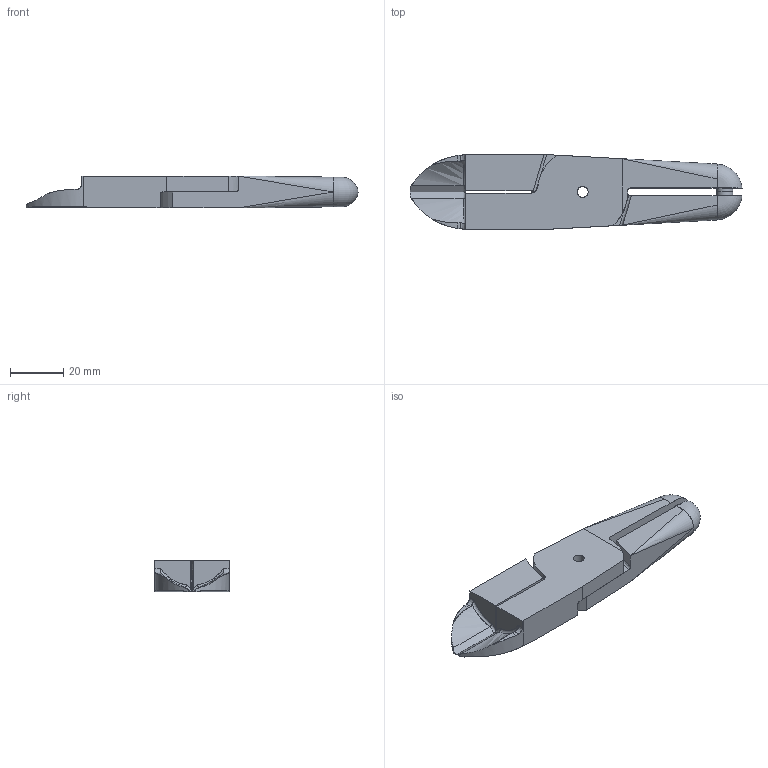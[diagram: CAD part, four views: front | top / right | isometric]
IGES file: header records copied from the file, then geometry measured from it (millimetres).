
Start section: uk
Global section: file name:; native system: Rhinoceros ( Jul 29 2018 ); preprocessor: Trout Lake IGES 012 Jul 29 2018; date: 181106.045152; units: millimetre
Bounding box: 125 x 28 x 12 mm (x, y, z)
Surface area: 12387.3 mm2 (no closed solid volume)
Topology: 0 solids, 0 shells, 88 faces, 1245 edges, 1235 vertices
Faces by surface type: bspline 88
